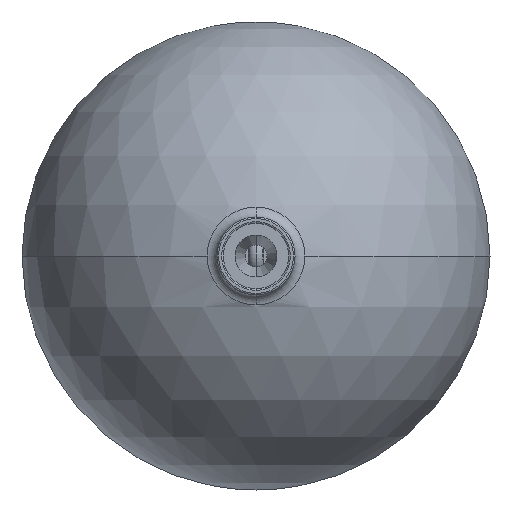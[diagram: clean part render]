
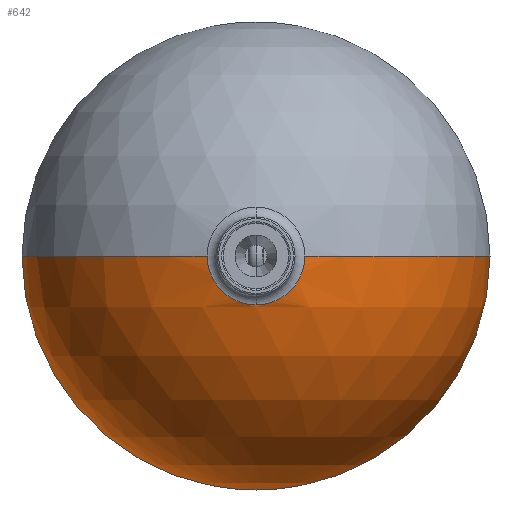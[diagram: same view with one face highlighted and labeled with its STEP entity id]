
A CAD part, front view. The second image highlights one B-rep face of the part: STEP entity #642.
In plain terms, the highlighted spherical face has radius 150 mm.
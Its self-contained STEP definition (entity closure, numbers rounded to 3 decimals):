
#583 = EDGE_LOOP ( 'NONE', ( #585, #650, #653, #663, #665, #637 ) ) ;
#585 = ORIENTED_EDGE ( 'NONE', *, *, #589, .T. ) ;
#589 = EDGE_CURVE ( 'NONE', #655, #639, #3169, .T. ) ;
#636 = EDGE_CURVE ( 'NONE', #639, #657, #3256, .T. ) ;
#637 = ORIENTED_EDGE ( 'NONE', *, *, #660, .T. ) ;
#639 = VERTEX_POINT ( 'NONE', #3255 ) ;
#642 = ADVANCED_FACE ( 'NONE', ( #3260 ), #3258, .T. ) ;
#650 = ORIENTED_EDGE ( 'NONE', *, *, #636, .T. ) ;
#652 = VERTEX_POINT ( 'NONE', #3293 ) ;
#653 = ORIENTED_EDGE ( 'NONE', *, *, #664, .F. ) ;
#654 = EDGE_CURVE ( 'NONE', #662, #652, #3287, .T. ) ;
#655 = VERTEX_POINT ( 'NONE', #3243 ) ;
#657 = VERTEX_POINT ( 'NONE', #3291 ) ;
#658 = EDGE_CURVE ( 'NONE', #652, #659, #3249, .T. ) ;
#659 = VERTEX_POINT ( 'NONE', #3280 ) ;
#660 = EDGE_CURVE ( 'NONE', #662, #655, #3292, .T. ) ;
#662 = VERTEX_POINT ( 'NONE', #3277 ) ;
#663 = ORIENTED_EDGE ( 'NONE', *, *, #658, .F. ) ;
#664 = EDGE_CURVE ( 'NONE', #659, #657, #3269, .T. ) ;
#665 = ORIENTED_EDGE ( 'NONE', *, *, #654, .F. ) ;
#3169 = CIRCLE ( 'NONE', #3230, 31.329 ) ;
#3179 = CARTESIAN_POINT ( 'NONE',  ( 0., -296.692, 0. ) ) ;
#3203 = CARTESIAN_POINT ( 'NONE',  ( 0., -150., 0. ) ) ;
#3228 = DIRECTION ( 'NONE',  ( 0., 0., 1. ) ) ;
#3229 = DIRECTION ( 'NONE',  ( 0., 1., 0. ) ) ;
#3230 = AXIS2_PLACEMENT_3D ( 'NONE', #3179, #3229, #3228 ) ;
#3234 = DIRECTION ( 'NONE',  ( 1., 0., 0. ) ) ;
#3235 = DIRECTION ( 'NONE',  ( 0., 0., -1. ) ) ;
#3236 = CARTESIAN_POINT ( 'NONE',  ( 0., -150., 0. ) ) ;
#3239 = CARTESIAN_POINT ( 'NONE',  ( 0., -154.11, 0. ) ) ;
#3243 = CARTESIAN_POINT ( 'NONE',  ( 0., -296.692, -31.329 ) ) ;
#3245 = AXIS2_PLACEMENT_3D ( 'NONE', #3236, #3235, #3234 ) ;
#3249 = CIRCLE ( 'NONE', #3282, 149.944 ) ;
#3252 = DIRECTION ( 'NONE',  ( -1., 0., 0. ) ) ;
#3253 = DIRECTION ( 'NONE',  ( 0., 0., -1. ) ) ;
#3254 = AXIS2_PLACEMENT_3D ( 'NONE', #3203, #3253, #3252 ) ;
#3255 = CARTESIAN_POINT ( 'NONE',  ( -31.329, -296.692, 0. ) ) ;
#3256 = CIRCLE ( 'NONE', #3254, 150. ) ;
#3258 = SPHERICAL_SURFACE ( 'NONE', #3245, 150. ) ;
#3260 = FACE_OUTER_BOUND ( 'NONE', #583, .T. ) ;
#3265 = DIRECTION ( 'NONE',  ( 0., 0., 1. ) ) ;
#3266 = DIRECTION ( 'NONE',  ( 0., 1., 0. ) ) ;
#3267 = CARTESIAN_POINT ( 'NONE',  ( 0., -154.11, 0. ) ) ;
#3268 = AXIS2_PLACEMENT_3D ( 'NONE', #3267, #3266, #3265 ) ;
#3269 = CIRCLE ( 'NONE', #3268, 149.944 ) ;
#3272 = DIRECTION ( 'NONE',  ( 0., 0., 1. ) ) ;
#3273 = DIRECTION ( 'NONE',  ( 0., 1., 0. ) ) ;
#3274 = CARTESIAN_POINT ( 'NONE',  ( 0., -296.692, 0. ) ) ;
#3277 = CARTESIAN_POINT ( 'NONE',  ( 31.329, -296.692, 0. ) ) ;
#3279 = DIRECTION ( 'NONE',  ( 0., 0., 1. ) ) ;
#3280 = CARTESIAN_POINT ( 'NONE',  ( 0., -154.11, -149.944 ) ) ;
#3281 = AXIS2_PLACEMENT_3D ( 'NONE', #3274, #3273, #3272 ) ;
#3282 = AXIS2_PLACEMENT_3D ( 'NONE', #3239, #3288, #3279 ) ;
#3283 = DIRECTION ( 'NONE',  ( 1., 0., 0. ) ) ;
#3284 = DIRECTION ( 'NONE',  ( 0., 0., 1. ) ) ;
#3285 = CARTESIAN_POINT ( 'NONE',  ( 0., -150., 0. ) ) ;
#3286 = AXIS2_PLACEMENT_3D ( 'NONE', #3285, #3284, #3283 ) ;
#3287 = CIRCLE ( 'NONE', #3286, 150. ) ;
#3288 = DIRECTION ( 'NONE',  ( 0., 1., 0. ) ) ;
#3291 = CARTESIAN_POINT ( 'NONE',  ( -149.944, -154.11, 0. ) ) ;
#3292 = CIRCLE ( 'NONE', #3281, 31.329 ) ;
#3293 = CARTESIAN_POINT ( 'NONE',  ( 149.944, -154.11, 0. ) ) ;
